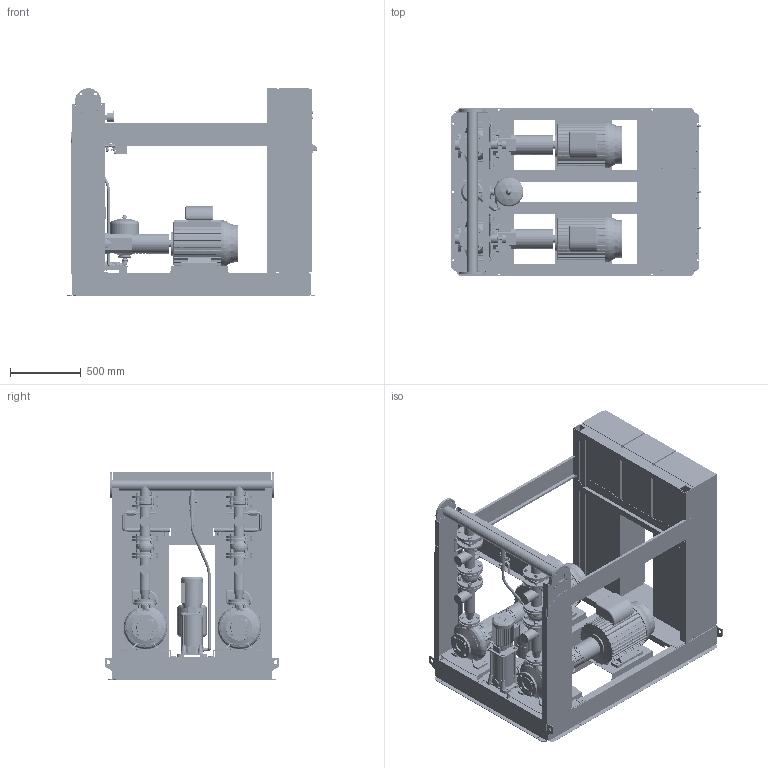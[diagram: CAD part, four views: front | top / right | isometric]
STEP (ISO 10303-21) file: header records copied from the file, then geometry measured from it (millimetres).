
FILE_DESCRIPTION((''),'2;1');
FILE_NAME('3d_Sifire-EN-40_200-210-15_15_1.1EEJ-4183937.stp','2015-05-25T14:47:39',(''),(''),'Mechanical Desktop 2009','Mechanical Desktop 2009',', , ');
FILE_SCHEMA(('CONFIG_CONTROL_DESIGN'));
Length unit declared in the file: millimetre
Products named in the file (1): Product
Bounding box: 1754.5 x 1230 x 1463 mm (x, y, z)
Volume: 480747234.7 mm3; surface area: 31925507.9 mm2
Topology: 223 solids, 223 shells, 5794 faces, 14027 edges, 8913 vertices
Faces by surface type: plane 2136, bspline 1856, cylinder 1140, cone 484, torus 140, sphere 38
Entity records: 188208 total; most frequent: CARTESIAN_POINT 60523, ORIENTED_EDGE 27990, DIRECTION 24047, EDGE_CURVE 13995, VERTEX_POINT 8911, AXIS2_PLACEMENT_3D 8168, VECTOR 7711, LINE 7711
